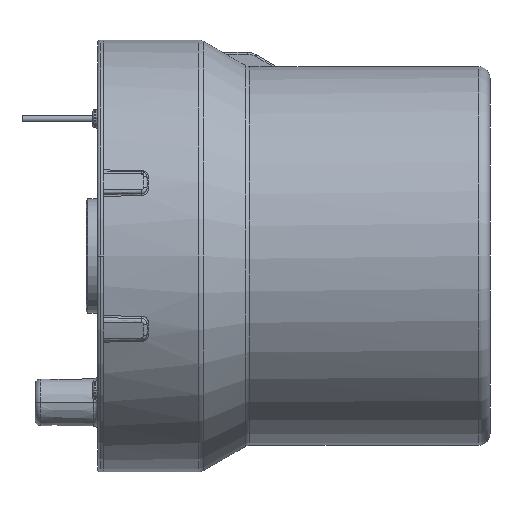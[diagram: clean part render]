
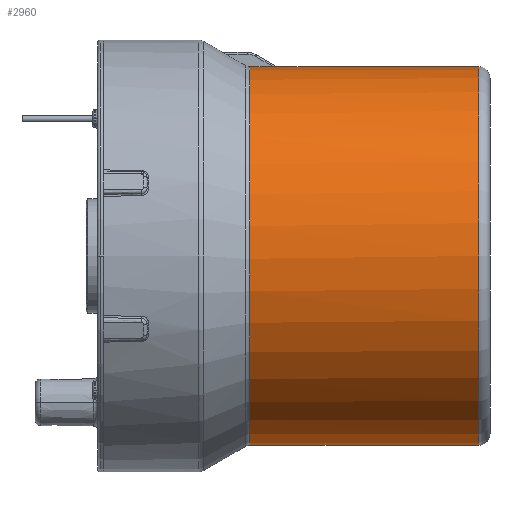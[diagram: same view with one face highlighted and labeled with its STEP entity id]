
A CAD part, left-side view. The second image highlights one B-rep face of the part: STEP entity #2960.
In plain terms, the highlighted cylindrical face has radius 26.289 mm (diameter 52.578 mm), a partial arc.
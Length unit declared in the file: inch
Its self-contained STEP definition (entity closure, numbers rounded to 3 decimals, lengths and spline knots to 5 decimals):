
#2960 = ADVANCED_FACE ( 'NONE', ( #89501 ), #37107, .T. ) ;
#3280 = CARTESIAN_POINT ( 'NONE',  ( -0.03, 1.07668, 1.03457 ) ) ;
#6527 = DIRECTION ( 'NONE',  ( 0., -1., 0. ) ) ;
#10321 = CARTESIAN_POINT ( 'NONE',  ( -0.03, 1.08068, 1.03457 ) ) ;
#11420 = CARTESIAN_POINT ( 'NONE',  ( 0., -0.0405, 0. ) ) ;
#12266 = CARTESIAN_POINT ( 'NONE',  ( 0., -0.0405, 1.035 ) ) ;
#15017 = VECTOR ( 'NONE', #52373, 39.37008 ) ;
#15804 = CARTESIAN_POINT ( 'NONE',  ( -0.02, 1.06109, 1.03481 ) ) ;
#15838 = B_SPLINE_CURVE_WITH_KNOTS ( 'NONE', 3,
 ( #104815, #53939, #96640, #45804, #105175, #54297, #3280, #62876 ),
 .UNSPECIFIED., .F., .F.,
 ( 4, 2, 2, 4 ),
 ( 0., 0.00015, 0.0003, 0.00061 ),
 .UNSPECIFIED. ) ;
#18063 = VERTEX_POINT ( 'NONE', #99143 ) ;
#19300 = CARTESIAN_POINT ( 'NONE',  ( 0., -0.0405, -1.035 ) ) ;
#19970 = DIRECTION ( 'NONE',  ( 0., 0., 1. ) ) ;
#20029 = ORIENTED_EDGE ( 'NONE', *, *, #54932, .T. ) ;
#22932 = CARTESIAN_POINT ( 'NONE',  ( -0.02, 1.06109, 1.03481 ) ) ;
#25964 = CARTESIAN_POINT ( 'NONE',  ( 0., 1.21017, 0. ) ) ;
#26091 = LINE ( 'NONE', #66068, #46111 ) ;
#28396 = CIRCLE ( 'NONE', #85282, 1.035 ) ;
#31214 =( BOUNDED_CURVE ( )  B_SPLINE_CURVE ( 3, ( #65355, #63892, #73891, #22932 ),
 .UNSPECIFIED., .F., .F. ) 
 B_SPLINE_CURVE_WITH_KNOTS ( ( 4, 4 ),
 ( 3.14159, 3.16092 ),
 .UNSPECIFIED. ) 
 CURVE ( )  GEOMETRIC_REPRESENTATION_ITEM ( )  RATIONAL_B_SPLINE_CURVE ( ( 1., 1., 1., 1. ) ) 
 REPRESENTATION_ITEM ( '' )  );
#34525 = DIRECTION ( 'NONE',  ( 0., 0., 1. ) ) ;
#35985 = EDGE_LOOP ( 'NONE', ( #83374, #47493, #86072, #51291, #85113, #20029, #88704 ) ) ;
#37107 = CYLINDRICAL_SURFACE ( 'NONE', #42078, 1.035 ) ;
#37644 = VECTOR ( 'NONE', #58735, 39.37008 ) ;
#40265 = LINE ( 'NONE', #109651, #37644 ) ;
#42078 = AXIS2_PLACEMENT_3D ( 'NONE', #100962, #74984, #50110 ) ;
#42604 = CARTESIAN_POINT ( 'NONE',  ( -0.03, 1.21017, 1.03457 ) ) ;
#44218 = EDGE_CURVE ( 'NONE', #55778, #102570, #28396, .T. ) ;
#45804 = CARTESIAN_POINT ( 'NONE',  ( -0.02647, 1.06529, 1.03466 ) ) ;
#46111 = VECTOR ( 'NONE', #6527, 39.37008 ) ;
#47493 = ORIENTED_EDGE ( 'NONE', *, *, #91011, .T. ) ;
#50110 = DIRECTION ( 'NONE',  ( 0., 0., 1. ) ) ;
#51291 = ORIENTED_EDGE ( 'NONE', *, *, #79999, .F. ) ;
#52373 = DIRECTION ( 'NONE',  ( 0., 1., 0. ) ) ;
#53015 = VERTEX_POINT ( 'NONE', #10321 ) ;
#53214 = CARTESIAN_POINT ( 'NONE',  ( 0., 1.21017, -1.035 ) ) ;
#53939 = CARTESIAN_POINT ( 'NONE',  ( -0.02203, 1.06103, 1.03477 ) ) ;
#54297 = CARTESIAN_POINT ( 'NONE',  ( -0.02947, 1.07272, 1.03458 ) ) ;
#54932 = EDGE_CURVE ( 'NONE', #95299, #53015, #15838, .T. ) ;
#55319 = EDGE_CURVE ( 'NONE', #53015, #55778, #60339, .T. ) ;
#55778 = VERTEX_POINT ( 'NONE', #42604 ) ;
#57059 = CIRCLE ( 'NONE', #81066, 1.035 ) ;
#58735 = DIRECTION ( 'NONE',  ( 0., -1., 0. ) ) ;
#60339 = LINE ( 'NONE', #103255, #15017 ) ;
#61735 = VERTEX_POINT ( 'NONE', #19300 ) ;
#62876 = CARTESIAN_POINT ( 'NONE',  ( -0.03, 1.08068, 1.03457 ) ) ;
#63892 = CARTESIAN_POINT ( 'NONE',  ( -0.00667, 1.06143, 1.035 ) ) ;
#65355 = CARTESIAN_POINT ( 'NONE',  ( 0., 1.06143, 1.035 ) ) ;
#66068 = CARTESIAN_POINT ( 'NONE',  ( 0., -0.103, -1.035 ) ) ;
#67511 = EDGE_CURVE ( 'NONE', #18063, #95299, #31214, .T. ) ;
#70949 = DIRECTION ( 'NONE',  ( 0., 1., 0. ) ) ;
#73891 = CARTESIAN_POINT ( 'NONE',  ( -0.01333, 1.06132, 1.03494 ) ) ;
#74984 = DIRECTION ( 'NONE',  ( 0., -1., 0. ) ) ;
#79999 = EDGE_CURVE ( 'NONE', #18063, #109515, #40265, .T. ) ;
#81066 = AXIS2_PLACEMENT_3D ( 'NONE', #11420, #70949, #19970 ) ;
#83374 = ORIENTED_EDGE ( 'NONE', *, *, #44218, .T. ) ;
#85113 = ORIENTED_EDGE ( 'NONE', *, *, #67511, .T. ) ;
#85282 = AXIS2_PLACEMENT_3D ( 'NONE', #25964, #85421, #34525 ) ;
#85421 = DIRECTION ( 'NONE',  ( 0., -1., 0. ) ) ;
#86072 = ORIENTED_EDGE ( 'NONE', *, *, #109936, .T. ) ;
#88704 = ORIENTED_EDGE ( 'NONE', *, *, #55319, .T. ) ;
#89501 = FACE_OUTER_BOUND ( 'NONE', #35985, .T. ) ;
#91011 = EDGE_CURVE ( 'NONE', #102570, #61735, #26091, .T. ) ;
#95299 = VERTEX_POINT ( 'NONE', #15804 ) ;
#96640 = CARTESIAN_POINT ( 'NONE',  ( -0.02386, 1.06225, 1.03473 ) ) ;
#99143 = CARTESIAN_POINT ( 'NONE',  ( 0., 1.06143, 1.035 ) ) ;
#100962 = CARTESIAN_POINT ( 'NONE',  ( 0., -0.103, 0. ) ) ;
#102570 = VERTEX_POINT ( 'NONE', #53214 ) ;
#103255 = CARTESIAN_POINT ( 'NONE',  ( -0.03, -0.103, 1.03457 ) ) ;
#104815 = CARTESIAN_POINT ( 'NONE',  ( -0.02, 1.06109, 1.03481 ) ) ;
#105175 = CARTESIAN_POINT ( 'NONE',  ( -0.02738, 1.06709, 1.03464 ) ) ;
#109515 = VERTEX_POINT ( 'NONE', #12266 ) ;
#109651 = CARTESIAN_POINT ( 'NONE',  ( 0., -0.103, 1.035 ) ) ;
#109936 = EDGE_CURVE ( 'NONE', #61735, #109515, #57059, .T. ) ;
